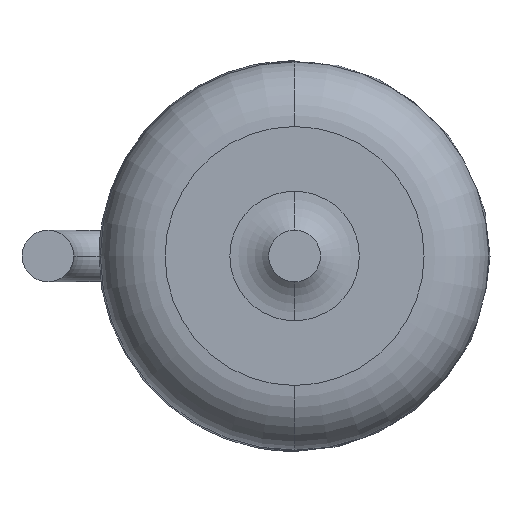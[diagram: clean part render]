
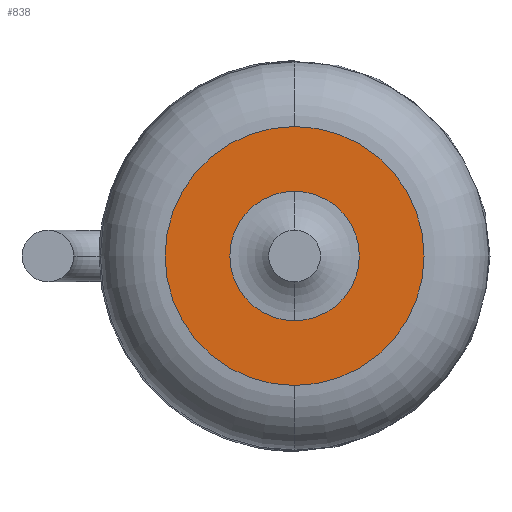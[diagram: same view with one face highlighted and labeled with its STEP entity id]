
A CAD part, front view. The second image highlights one B-rep face of the part: STEP entity #838.
In plain terms, the highlighted planar face has unit normal (0, -1, 0).
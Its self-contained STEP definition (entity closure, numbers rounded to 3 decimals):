
#13 = AXIS2_PLACEMENT_3D ( 'NONE', #1554, #695, #507 ) ;
#40 = CARTESIAN_POINT ( 'NONE',  ( 0., -8.5, 1. ) ) ;
#195 = CARTESIAN_POINT ( 'NONE',  ( 0., -8.5, 2. ) ) ;
#273 = CARTESIAN_POINT ( 'NONE',  ( 0., -8.5, -2. ) ) ;
#376 = DIRECTION ( 'NONE',  ( 0., 1., 0. ) ) ;
#387 = AXIS2_PLACEMENT_3D ( 'NONE', #2263, #376, #2234 ) ;
#507 = DIRECTION ( 'NONE',  ( 0., 0., 1. ) ) ;
#589 = CIRCLE ( 'NONE', #973, 2. ) ;
#603 = EDGE_CURVE ( 'NONE', #1399, #2469, #1601, .T. ) ;
#619 = EDGE_CURVE ( 'NONE', #2005, #2147, #754, .T. ) ;
#684 = CARTESIAN_POINT ( 'NONE',  ( 0., -8.5, 0. ) ) ;
#695 = DIRECTION ( 'NONE',  ( 0., -1., 0. ) ) ;
#742 = DIRECTION ( 'NONE',  ( 0., -1., 0. ) ) ;
#751 = ORIENTED_EDGE ( 'NONE', *, *, #2456, .T. ) ;
#754 = CIRCLE ( 'NONE', #13, 2. ) ;
#834 = ORIENTED_EDGE ( 'NONE', *, *, #603, .F. ) ;
#838 = ADVANCED_FACE ( 'NONE', ( #945, #1754 ), #1935, .F. ) ;
#945 = FACE_BOUND ( 'NONE', #1136, .T. ) ;
#973 = AXIS2_PLACEMENT_3D ( 'NONE', #1536, #2369, #1268 ) ;
#1136 = EDGE_LOOP ( 'NONE', ( #1228, #834 ) ) ;
#1141 = AXIS2_PLACEMENT_3D ( 'NONE', #684, #742, #1900 ) ;
#1228 = ORIENTED_EDGE ( 'NONE', *, *, #2012, .F. ) ;
#1231 = AXIS2_PLACEMENT_3D ( 'NONE', #1315, #2322, #1881 ) ;
#1268 = DIRECTION ( 'NONE',  ( 0., 0., 1. ) ) ;
#1315 = CARTESIAN_POINT ( 'NONE',  ( 0., -8.5, 0. ) ) ;
#1399 = VERTEX_POINT ( 'NONE', #2094 ) ;
#1536 = CARTESIAN_POINT ( 'NONE',  ( 0., -8.5, 0. ) ) ;
#1554 = CARTESIAN_POINT ( 'NONE',  ( 0., -8.5, 0. ) ) ;
#1601 = CIRCLE ( 'NONE', #1141, 1. ) ;
#1702 = CIRCLE ( 'NONE', #1231, 1. ) ;
#1754 = FACE_OUTER_BOUND ( 'NONE', #2084, .T. ) ;
#1881 = DIRECTION ( 'NONE',  ( 0., 0., 1. ) ) ;
#1900 = DIRECTION ( 'NONE',  ( 0., 0., 1. ) ) ;
#1935 = PLANE ( 'NONE',  #387 ) ;
#2005 = VERTEX_POINT ( 'NONE', #273 ) ;
#2012 = EDGE_CURVE ( 'NONE', #2469, #1399, #1702, .T. ) ;
#2084 = EDGE_LOOP ( 'NONE', ( #751, #2362 ) ) ;
#2094 = CARTESIAN_POINT ( 'NONE',  ( 0., -8.5, -1. ) ) ;
#2147 = VERTEX_POINT ( 'NONE', #195 ) ;
#2234 = DIRECTION ( 'NONE',  ( 0., 0., 1. ) ) ;
#2263 = CARTESIAN_POINT ( 'NONE',  ( 0., -8.5, 0. ) ) ;
#2322 = DIRECTION ( 'NONE',  ( 0., -1., 0. ) ) ;
#2362 = ORIENTED_EDGE ( 'NONE', *, *, #619, .T. ) ;
#2369 = DIRECTION ( 'NONE',  ( 0., -1., 0. ) ) ;
#2456 = EDGE_CURVE ( 'NONE', #2147, #2005, #589, .T. ) ;
#2469 = VERTEX_POINT ( 'NONE', #40 ) ;
